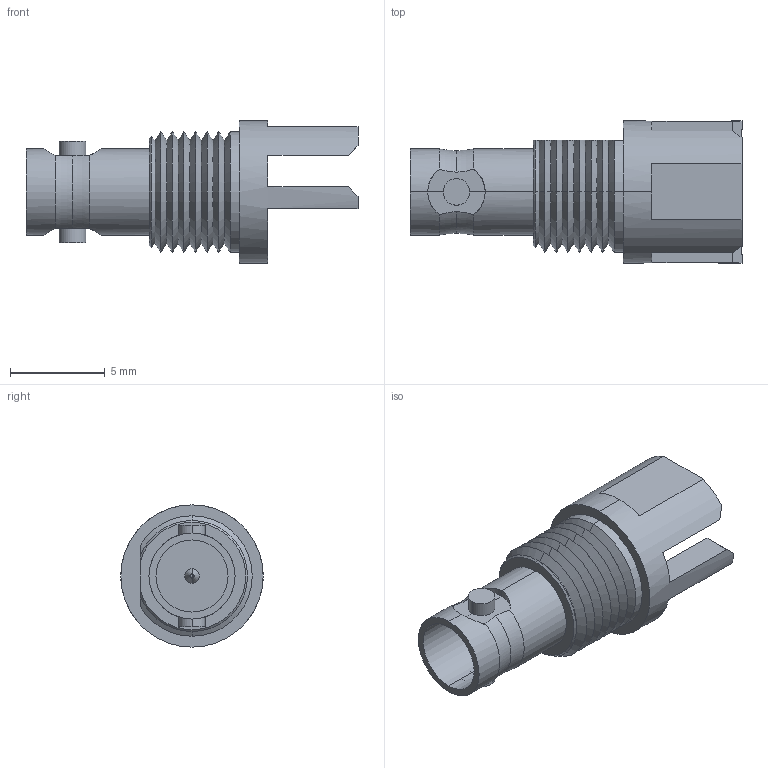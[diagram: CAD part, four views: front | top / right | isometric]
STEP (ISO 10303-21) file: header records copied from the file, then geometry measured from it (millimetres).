
FILE_DESCRIPTION (( 'STEP AP214' ), '1' );
FILE_NAME ('V7C00005.STEP', '2018-10-26T13:43:02', ( '' ), ( '' ), 'SwSTEP 2.0', 'SolidWorks 2017', '' );
FILE_SCHEMA (( 'AUTOMOTIVE_DESIGN' ));
Length unit declared in the file: inch
Products named in the file (1): V7C00005
Bounding box: 17.5 x 7.5 x 7.5 mm (x, y, z)
Volume: 273.5 mm3; surface area: 569.5 mm2
Topology: 1 solids, 1 shells, 108 faces, 253 edges, 157 vertices
Faces by surface type: plane 35, cylinder 34, cone 33, torus 4, sphere 2
Entity records: 3954 total; most frequent: CARTESIAN_POINT 778, DIRECTION 545, ORIENTED_EDGE 506, EDGE_CURVE 253, AXIS2_PLACEMENT_3D 222, VERTEX_POINT 157, EDGE_LOOP 118, CIRCLE 113
